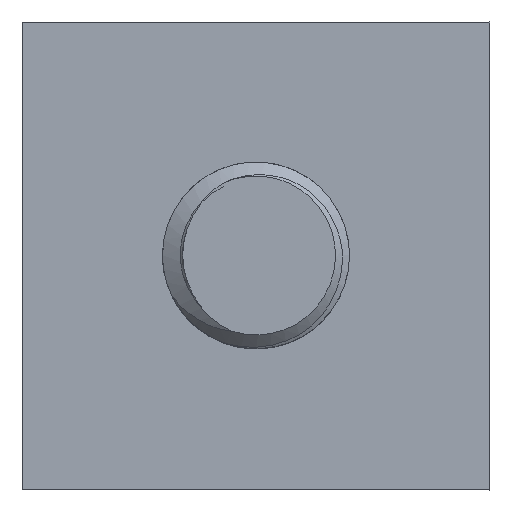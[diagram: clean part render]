
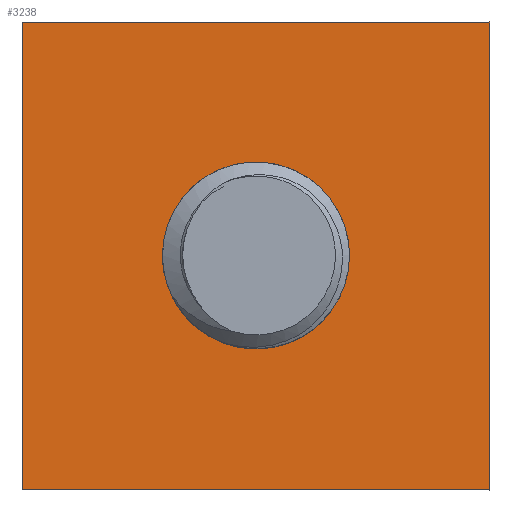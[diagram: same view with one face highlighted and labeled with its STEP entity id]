
A CAD part, top view. The second image highlights one B-rep face of the part: STEP entity #3238.
In plain terms, the highlighted planar face has unit normal (0, 0, 1).
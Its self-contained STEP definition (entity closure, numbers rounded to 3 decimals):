
#425=LINE('',#8189,#821);
#426=LINE('',#8192,#822);
#427=LINE('',#8194,#823);
#428=LINE('',#8196,#824);
#821=VECTOR('',#4185,1000.);
#822=VECTOR('',#4186,1000.);
#823=VECTOR('',#4187,1000.);
#824=VECTOR('',#4188,1000.);
#848=CIRCLE('',#3273,2.);
#1596=ORIENTED_EDGE('',*,*,#1777,.T.);
#1597=ORIENTED_EDGE('',*,*,#1774,.T.);
#1598=ORIENTED_EDGE('',*,*,#1778,.F.);
#1599=ORIENTED_EDGE('',*,*,#1766,.T.);
#1600=ORIENTED_EDGE('',*,*,#1759,.T.);
#1601=ORIENTED_EDGE('',*,*,#2151,.T.);
#1602=ORIENTED_EDGE('',*,*,#2152,.T.);
#1603=ORIENTED_EDGE('',*,*,#2153,.T.);
#1604=ORIENTED_EDGE('',*,*,#2154,.T.);
#1759=EDGE_CURVE('',#2194,#2195,#2462,.T.);
#1766=EDGE_CURVE('',#2196,#2194,#2463,.T.);
#1774=EDGE_CURVE('',#2198,#2197,#2464,.T.);
#1777=EDGE_CURVE('',#2195,#2198,#2465,.T.);
#1778=EDGE_CURVE('',#2196,#2197,#848,.T.);
#2151=EDGE_CURVE('',#2435,#2436,#425,.T.);
#2152=EDGE_CURVE('',#2436,#2437,#426,.T.);
#2153=EDGE_CURVE('',#2437,#2438,#427,.T.);
#2154=EDGE_CURVE('',#2438,#2435,#428,.T.);
#2194=VERTEX_POINT('',#4812);
#2195=VERTEX_POINT('',#4934);
#2196=VERTEX_POINT('',#5828);
#2197=VERTEX_POINT('',#6842);
#2198=VERTEX_POINT('',#6848);
#2435=VERTEX_POINT('',#8190);
#2436=VERTEX_POINT('',#8191);
#2437=VERTEX_POINT('',#8193);
#2438=VERTEX_POINT('',#8195);
#2462=B_SPLINE_CURVE_WITH_KNOTS('',3,(#4935,#4936,#4937,#4938),
 .UNSPECIFIED.,.F.,.F.,(4,4),(0.,1.),.UNSPECIFIED.);
#2463=B_SPLINE_CURVE_WITH_KNOTS('',3,(#5823,#5824,#5825,#5826,#5827),
 .UNSPECIFIED.,.F.,.F.,(4,1,4),(0.,0.5,1.),.UNSPECIFIED.);
#2464=B_SPLINE_CURVE_WITH_KNOTS('',3,(#6843,#6844,#6845,#6846,#6847),
 .UNSPECIFIED.,.F.,.F.,(4,1,4),(0.,0.5,1.),.UNSPECIFIED.);
#2465=B_SPLINE_CURVE_WITH_KNOTS('',3,(#7407,#7408,#7409,#7410),
 .UNSPECIFIED.,.F.,.F.,(4,4),(0.,1.),.UNSPECIFIED.);
#2646=EDGE_LOOP('',(#1596,#1597,#1598,#1599,#1600));
#2647=EDGE_LOOP('',(#1601,#1602,#1603,#1604));
#2858=FACE_BOUND('',#2646,.T.);
#2859=FACE_BOUND('',#2647,.T.);
#3052=PLANE('',#3435);
#3238=ADVANCED_FACE('',(#2858,#2859),#3052,.F.);
#3273=AXIS2_PLACEMENT_3D('',#7418,#3487,#3488);
#3435=AXIS2_PLACEMENT_3D('',#8188,#4183,#4184);
#3487=DIRECTION('',(0.,0.,1.));
#3488=DIRECTION('',(1.,0.,0.));
#4183=DIRECTION('',(0.,0.,-1.));
#4184=DIRECTION('',(-1.,0.,0.));
#4185=DIRECTION('',(-1.,0.,0.));
#4186=DIRECTION('',(0.,-1.,0.));
#4187=DIRECTION('',(1.,0.,0.));
#4188=DIRECTION('',(0.,1.,0.));
#4812=CARTESIAN_POINT('',(-1.156,1.135,3.));
#4934=CARTESIAN_POINT('',(0.,1.566,3.));
#4935=CARTESIAN_POINT('',(-1.156,1.135,3.));
#4936=CARTESIAN_POINT('',(-0.797,1.423,3.));
#4937=CARTESIAN_POINT('',(-0.411,1.566,3.));
#4938=CARTESIAN_POINT('',(0.,1.566,3.));
#5823=CARTESIAN_POINT('',(-0.717,-1.867,3.));
#5824=CARTESIAN_POINT('',(-1.262,-1.597,3.));
#5825=CARTESIAN_POINT('',(-2.069,-0.541,3.));
#5826=CARTESIAN_POINT('',(-1.623,0.761,3.));
#5827=CARTESIAN_POINT('',(-1.156,1.135,3.));
#5828=CARTESIAN_POINT('',(-0.717,-1.867,3.));
#6842=CARTESIAN_POINT('',(0.717,-1.867,3.));
#6843=CARTESIAN_POINT('',(1.156,1.135,3.));
#6844=CARTESIAN_POINT('',(1.622,0.762,3.));
#6845=CARTESIAN_POINT('',(2.07,-0.539,3.));
#6846=CARTESIAN_POINT('',(1.263,-1.597,3.));
#6847=CARTESIAN_POINT('',(0.717,-1.867,3.));
#6848=CARTESIAN_POINT('',(1.156,1.135,3.));
#7407=CARTESIAN_POINT('',(0.,1.566,3.));
#7408=CARTESIAN_POINT('',(0.411,1.566,3.));
#7409=CARTESIAN_POINT('',(0.797,1.423,3.));
#7410=CARTESIAN_POINT('',(1.156,1.135,3.));
#7418=CARTESIAN_POINT('',(0.,0.,3.));
#8188=CARTESIAN_POINT('',(0.,0.,3.));
#8189=CARTESIAN_POINT('',(5.,4.99,3.));
#8190=CARTESIAN_POINT('',(5.,4.99,3.));
#8191=CARTESIAN_POINT('',(-5.,4.988,3.));
#8192=CARTESIAN_POINT('',(-5.,4.988,3.));
#8193=CARTESIAN_POINT('',(-5.,-5.009,3.));
#8194=CARTESIAN_POINT('',(-5.,-5.009,3.));
#8195=CARTESIAN_POINT('',(5.,-5.01,3.));
#8196=CARTESIAN_POINT('',(5.,-5.01,3.));
